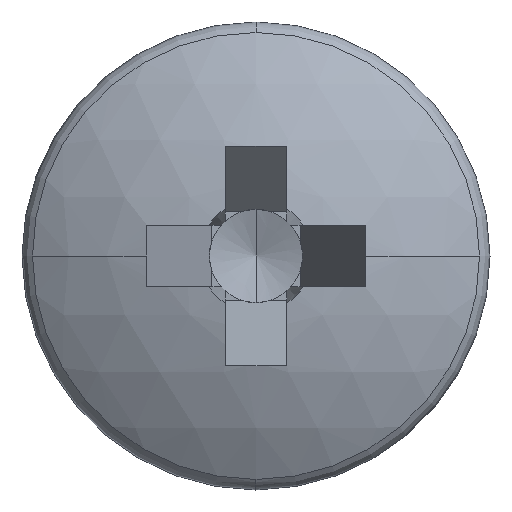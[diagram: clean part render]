
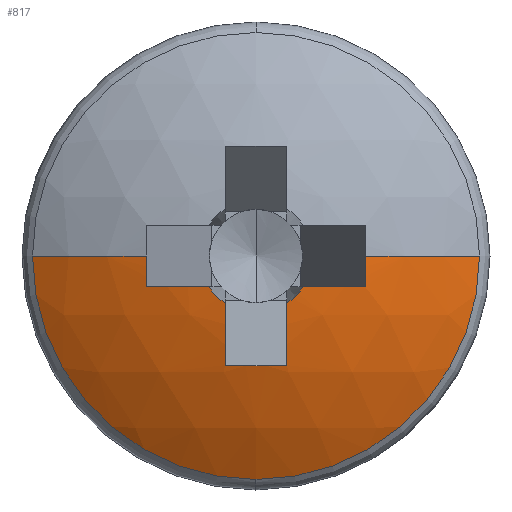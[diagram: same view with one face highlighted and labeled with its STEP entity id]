
A CAD part, left-side view. The second image highlights one B-rep face of the part: STEP entity #817.
In plain terms, the highlighted spherical face has radius 5 mm.
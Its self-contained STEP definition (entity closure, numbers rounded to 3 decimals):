
#16 = DIRECTION ( 'NONE',  ( 0.446, -0.895, 0. ) ) ;
#19 = AXIS2_PLACEMENT_3D ( 'NONE', #375, #61, #1287 ) ;
#46 = DIRECTION ( 'NONE',  ( 0., -1., 0. ) ) ;
#47 = VERTEX_POINT ( 'NONE', #318 ) ;
#59 = DIRECTION ( 'NONE',  ( 0., 0., 1. ) ) ;
#61 = DIRECTION ( 'NONE',  ( 0.446, 0.895, 0. ) ) ;
#65 = EDGE_CURVE ( 'NONE', #451, #246, #103, .T. ) ;
#69 = CARTESIAN_POINT ( 'NONE',  ( 5., 0., 0. ) ) ;
#77 = DIRECTION ( 'NONE',  ( 0., 1., 0. ) ) ;
#79 = AXIS2_PLACEMENT_3D ( 'NONE', #1216, #993, #199 ) ;
#103 = CIRCLE ( 'NONE', #128, 4.986 ) ;
#125 = DIRECTION ( 'NONE',  ( 0., 0., 1. ) ) ;
#128 = AXIS2_PLACEMENT_3D ( 'NONE', #248, #125, #944 ) ;
#153 = VERTEX_POINT ( 'NONE', #1058 ) ;
#157 = CARTESIAN_POINT ( 'NONE',  ( 0.775, 2.674, 0. ) ) ;
#158 = CIRCLE ( 'NONE', #897, 5. ) ;
#161 = AXIS2_PLACEMENT_3D ( 'NONE', #625, #1043, #517 ) ;
#164 = EDGE_CURVE ( 'NONE', #238, #47, #809, .T. ) ;
#179 = ORIENTED_EDGE ( 'NONE', *, *, #668, .T. ) ;
#187 = VERTEX_POINT ( 'NONE', #434 ) ;
#192 = AXIS2_PLACEMENT_3D ( 'NONE', #69, #686, #680 ) ;
#196 = ORIENTED_EDGE ( 'NONE', *, *, #164, .F. ) ;
#199 = DIRECTION ( 'NONE',  ( 0., 0., 1. ) ) ;
#208 = EDGE_LOOP ( 'NONE', ( #1241, #179, #545, #1260, #416, #1321, #196, #634, #563, #970, #1044, #629, #330 ) ) ;
#224 = CARTESIAN_POINT ( 'NONE',  ( 5., 0., -0.37 ) ) ;
#234 = DIRECTION ( 'NONE',  ( 0., 1., 0. ) ) ;
#238 = VERTEX_POINT ( 'NONE', #1172 ) ;
#246 = VERTEX_POINT ( 'NONE', #377 ) ;
#248 = CARTESIAN_POINT ( 'NONE',  ( 5., 0., -0.37 ) ) ;
#259 = CIRCLE ( 'NONE', #617, 4.903 ) ;
#260 = CIRCLE ( 'NONE', #161, 0.675 ) ;
#273 = AXIS2_PLACEMENT_3D ( 'NONE', #1132, #16, #429 ) ;
#283 = CARTESIAN_POINT ( 'NONE',  ( 5., 0., 0. ) ) ;
#309 = CARTESIAN_POINT ( 'NONE',  ( 0.046, -0.565, -0.37 ) ) ;
#312 = VERTEX_POINT ( 'NONE', #974 ) ;
#318 = CARTESIAN_POINT ( 'NONE',  ( 0.046, -0.37, -0.565 ) ) ;
#324 = DIRECTION ( 'NONE',  ( 0., 0., -1. ) ) ;
#325 = DIRECTION ( 'NONE',  ( -0.895, 0., -0.446 ) ) ;
#330 = ORIENTED_EDGE ( 'NONE', *, *, #336, .F. ) ;
#336 = EDGE_CURVE ( 'NONE', #722, #153, #1259, .T. ) ;
#366 = CARTESIAN_POINT ( 'NONE',  ( 0.775, 0., 0. ) ) ;
#375 = CARTESIAN_POINT ( 'NONE',  ( 4.564, -0.875, 0. ) ) ;
#377 = CARTESIAN_POINT ( 'NONE',  ( 0.188, -1.306, -0.37 ) ) ;
#380 = AXIS2_PLACEMENT_3D ( 'NONE', #559, #234, #662 ) ;
#382 = CIRCLE ( 'NONE', #19, 4.903 ) ;
#416 = ORIENTED_EDGE ( 'NONE', *, *, #65, .F. ) ;
#429 = DIRECTION ( 'NONE',  ( 0.895, 0.446, 0. ) ) ;
#433 = CARTESIAN_POINT ( 'NONE',  ( 0.046, 0., 0. ) ) ;
#434 = CARTESIAN_POINT ( 'NONE',  ( 0.175, -1.313, 0. ) ) ;
#435 = EDGE_CURVE ( 'NONE', #722, #490, #1126, .T. ) ;
#451 = VERTEX_POINT ( 'NONE', #309 ) ;
#490 = VERTEX_POINT ( 'NONE', #492 ) ;
#492 = CARTESIAN_POINT ( 'NONE',  ( 0.775, 0., -2.674 ) ) ;
#496 = DIRECTION ( 'NONE',  ( 0., 0., -1. ) ) ;
#517 = DIRECTION ( 'NONE',  ( 0., 0., -1. ) ) ;
#545 = ORIENTED_EDGE ( 'NONE', *, *, #915, .T. ) ;
#559 = CARTESIAN_POINT ( 'NONE',  ( 5., -0.37, 0. ) ) ;
#563 = ORIENTED_EDGE ( 'NONE', *, *, #932, .F. ) ;
#593 = SPHERICAL_SURFACE ( 'NONE', #880, 5. ) ;
#600 = CARTESIAN_POINT ( 'NONE',  ( 5., 0., 0. ) ) ;
#617 = AXIS2_PLACEMENT_3D ( 'NONE', #1246, #1052, #325 ) ;
#622 = EDGE_CURVE ( 'NONE', #238, #1150, #259, .T. ) ;
#625 = CARTESIAN_POINT ( 'NONE',  ( 0.046, 0., 0. ) ) ;
#629 = ORIENTED_EDGE ( 'NONE', *, *, #688, .T. ) ;
#631 = VERTEX_POINT ( 'NONE', #1269 ) ;
#634 = ORIENTED_EDGE ( 'NONE', *, *, #622, .T. ) ;
#642 = EDGE_CURVE ( 'NONE', #631, #889, #918, .T. ) ;
#662 = DIRECTION ( 'NONE',  ( 0., 0., 1. ) ) ;
#668 = EDGE_CURVE ( 'NONE', #490, #1249, #1212, .T. ) ;
#680 = DIRECTION ( 'NONE',  ( 1., 0., 0. ) ) ;
#686 = DIRECTION ( 'NONE',  ( 0., 0., 1. ) ) ;
#687 = AXIS2_PLACEMENT_3D ( 'NONE', #224, #59, #837 ) ;
#688 = EDGE_CURVE ( 'NONE', #312, #153, #382, .T. ) ;
#722 = VERTEX_POINT ( 'NONE', #157 ) ;
#773 = AXIS2_PLACEMENT_3D ( 'NONE', #366, #1075, #966 ) ;
#794 = CIRCLE ( 'NONE', #687, 4.986 ) ;
#804 = DIRECTION ( 'NONE',  ( 0., 0., -1. ) ) ;
#809 = CIRCLE ( 'NONE', #380, 4.986 ) ;
#817 = ADVANCED_FACE ( 'NONE', ( #1014 ), #593, .T. ) ;
#837 = DIRECTION ( 'NONE',  ( 1., 0., 0. ) ) ;
#880 = AXIS2_PLACEMENT_3D ( 'NONE', #283, #804, #77 ) ;
#885 = CARTESIAN_POINT ( 'NONE',  ( 0.188, 0.37, -1.306 ) ) ;
#889 = VERTEX_POINT ( 'NONE', #1089 ) ;
#897 = AXIS2_PLACEMENT_3D ( 'NONE', #600, #496, #909 ) ;
#909 = DIRECTION ( 'NONE',  ( 0., 1., 0. ) ) ;
#915 = EDGE_CURVE ( 'NONE', #1249, #187, #158, .T. ) ;
#918 = CIRCLE ( 'NONE', #1171, 0.675 ) ;
#932 = EDGE_CURVE ( 'NONE', #889, #1150, #1067, .T. ) ;
#935 = CIRCLE ( 'NONE', #273, 4.903 ) ;
#944 = DIRECTION ( 'NONE',  ( 1., 0., 0. ) ) ;
#966 = DIRECTION ( 'NONE',  ( 0., 0., 1. ) ) ;
#967 = EDGE_CURVE ( 'NONE', #47, #451, #260, .T. ) ;
#970 = ORIENTED_EDGE ( 'NONE', *, *, #642, .F. ) ;
#973 = EDGE_CURVE ( 'NONE', #312, #631, #794, .T. ) ;
#974 = CARTESIAN_POINT ( 'NONE',  ( 0.188, 1.306, -0.37 ) ) ;
#993 = DIRECTION ( 'NONE',  ( -1., 0., 0. ) ) ;
#1014 = FACE_OUTER_BOUND ( 'NONE', #208, .T. ) ;
#1043 = DIRECTION ( 'NONE',  ( -1., 0., 0. ) ) ;
#1044 = ORIENTED_EDGE ( 'NONE', *, *, #973, .F. ) ;
#1052 = DIRECTION ( 'NONE',  ( 0.446, 0., -0.895 ) ) ;
#1058 = CARTESIAN_POINT ( 'NONE',  ( 0.175, 1.313, 0. ) ) ;
#1067 = CIRCLE ( 'NONE', #1236, 4.986 ) ;
#1075 = DIRECTION ( 'NONE',  ( -1., 0., 0. ) ) ;
#1089 = CARTESIAN_POINT ( 'NONE',  ( 0.046, 0.37, -0.565 ) ) ;
#1126 = CIRCLE ( 'NONE', #79, 2.674 ) ;
#1132 = CARTESIAN_POINT ( 'NONE',  ( 4.564, 0.875, 0. ) ) ;
#1150 = VERTEX_POINT ( 'NONE', #885 ) ;
#1171 = AXIS2_PLACEMENT_3D ( 'NONE', #433, #1176, #1291 ) ;
#1172 = CARTESIAN_POINT ( 'NONE',  ( 0.188, -0.37, -1.306 ) ) ;
#1174 = CARTESIAN_POINT ( 'NONE',  ( 5., 0.37, 0. ) ) ;
#1176 = DIRECTION ( 'NONE',  ( -1., 0., 0. ) ) ;
#1212 = CIRCLE ( 'NONE', #773, 2.674 ) ;
#1216 = CARTESIAN_POINT ( 'NONE',  ( 0.775, 0., 0. ) ) ;
#1231 = CARTESIAN_POINT ( 'NONE',  ( 0.775, -2.674, 0. ) ) ;
#1236 = AXIS2_PLACEMENT_3D ( 'NONE', #1174, #46, #324 ) ;
#1241 = ORIENTED_EDGE ( 'NONE', *, *, #435, .T. ) ;
#1246 = CARTESIAN_POINT ( 'NONE',  ( 4.564, 0., 0.875 ) ) ;
#1249 = VERTEX_POINT ( 'NONE', #1231 ) ;
#1259 = CIRCLE ( 'NONE', #192, 5. ) ;
#1260 = ORIENTED_EDGE ( 'NONE', *, *, #1322, .T. ) ;
#1269 = CARTESIAN_POINT ( 'NONE',  ( 0.046, 0.565, -0.37 ) ) ;
#1287 = DIRECTION ( 'NONE',  ( -0.895, 0.446, 0. ) ) ;
#1291 = DIRECTION ( 'NONE',  ( 0., 0., -1. ) ) ;
#1321 = ORIENTED_EDGE ( 'NONE', *, *, #967, .F. ) ;
#1322 = EDGE_CURVE ( 'NONE', #187, #246, #935, .T. ) ;
